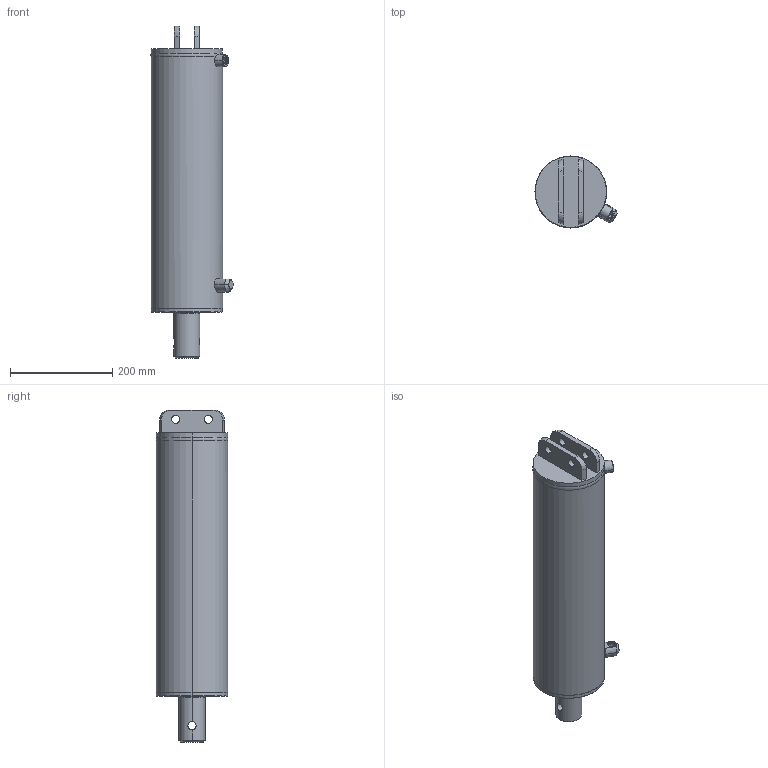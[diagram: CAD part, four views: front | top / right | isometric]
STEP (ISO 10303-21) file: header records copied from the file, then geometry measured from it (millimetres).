
FILE_DESCRIPTION (( 'STEP AP214' ), '1' );
FILE_NAME ('HTC 5x15.75.STEP', '2023-07-05T08:50:03', ( '' ), ( '' ), 'SwSTEP 2.0', 'SolidWorks 2014', '' );
FILE_SCHEMA (( 'AUTOMOTIVE_DESIGN' ));
Length unit declared in the file: millimetre
Products named in the file (3): HTC 5x15.75; BORE 5x15.75; RODE 5x15.75
Assembly tree (2 placements, depth 2):
  HTC 5x15.75
    BORE 5x15.75
    RODE 5x15.75
Bounding box: 160.35 x 140.12 x 648 mm (x, y, z)
Volume: 3894571.1 mm3; surface area: 625470.3 mm2
Topology: 2 solids, 2 shells, 111 faces, 266 edges, 162 vertices
Faces by surface type: cylinder 46, cone 31, plane 24, torus 10
Entity records: 4108 total; most frequent: CARTESIAN_POINT 1364, DIRECTION 590, ORIENTED_EDGE 528, EDGE_CURVE 264, AXIS2_PLACEMENT_3D 246, VERTEX_POINT 162, EDGE_LOOP 134, CIRCLE 130
